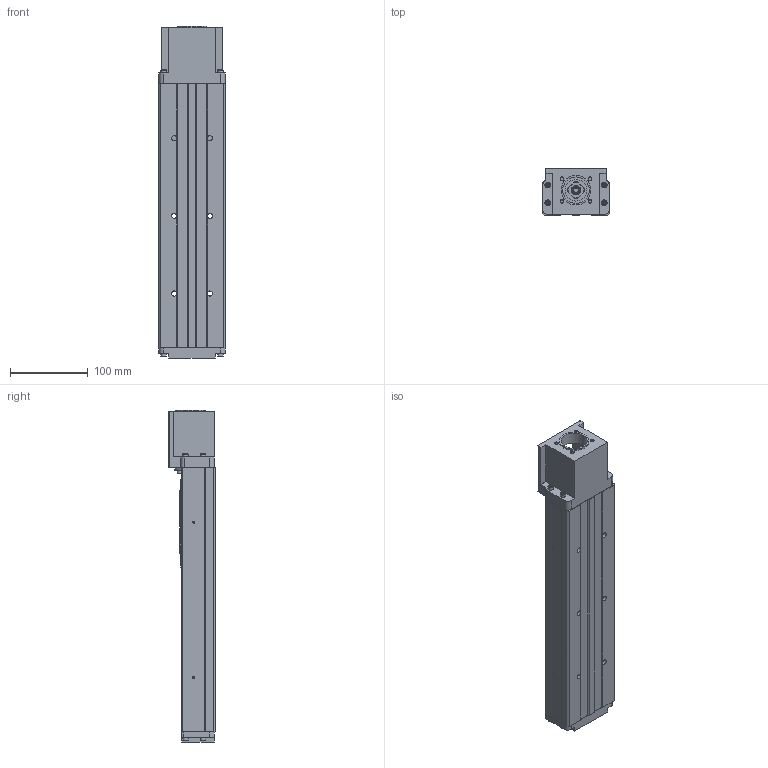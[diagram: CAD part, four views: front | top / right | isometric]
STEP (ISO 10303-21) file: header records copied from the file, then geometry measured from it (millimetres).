
FILE_DESCRIPTION(/* description */ ('STEP AP214'),/* implementation_level */ '2;1');
FILE_NAME(/* name */ '562790_EGSK-46-200-20P',/* time_stamp */ '2024-08-27T14:14:28+02:00',/* author */ ('License CC BY-ND 4.0'),/* organization */ ('CADENAS'),/* preprocessor_version */ 'ST-DEVELOPER v19.3',/* originating_system */ 'PARTsolutions',/* authorisation */ ' ');
FILE_SCHEMA (('AUTOMOTIVE_DESIGN {1 0 10303 214 3 1 1}'));
Length unit declared in the file: millimetre
Products named in the file (3): 562790 EGSK-46-200-20P---(0); 562753 EGSK-46-200_G; 562753 EGSK-46-1_SL
Assembly tree (2 placements, depth 2):
  562790 EGSK-46-200-20P---(0)
    562753 EGSK-46-200_G
    562753 EGSK-46-1_SL
Bounding box: 86 x 60 x 427.5 mm (x, y, z)
Volume: 1017027.9 mm3; surface area: 207851.6 mm2
Topology: 2 solids, 2 shells, 583 faces, 1485 edges, 944 vertices
Faces by surface type: plane 389, cylinder 102, cone 88, torus 3, sphere 1
Full cylindrical faces by diameter (mm): 1.567 x4, 2.113 x4, 3.242 x4, 4.134 x4, 4.917 x4, 5 x2, 5.5 x4, 6.1 x4, 6.6 x6, 7 x10, 8 x1, 10 x1, 11 x6, 12 x1, 15 x2, 16 x2, 17.6 x1, 19 x1, 28 x1, 34 x1, 38 x1
Entity records: 19262 total; most frequent: CARTESIAN_POINT 3201, DIRECTION 2703, ORIENTED_EDGE 2586, EDGE_CURVE 1293, AXIS2_PLACEMENT_3D 934, VERTEX_POINT 908, LINE 835, VECTOR 835
